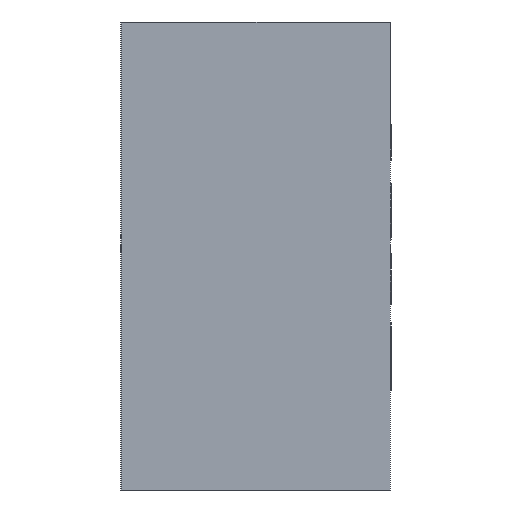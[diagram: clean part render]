
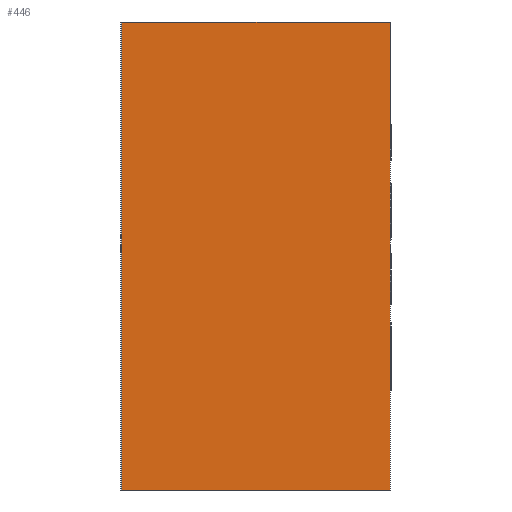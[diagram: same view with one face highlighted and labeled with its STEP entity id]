
A CAD part, left-side view. The second image highlights one B-rep face of the part: STEP entity #446.
In plain terms, the highlighted planar face has unit normal (-1, 0, 0).
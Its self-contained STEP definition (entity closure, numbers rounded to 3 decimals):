
#269=CARTESIAN_POINT('',(-2.8,-3.1,-2.6));
#270=VERTEX_POINT('',#269);
#271=CARTESIAN_POINT('',(-2.8,-3.1,2.8));
#272=VERTEX_POINT('',#271);
#273=CARTESIAN_POINT('',(-2.8,-3.1,-2.6));
#274=DIRECTION('',(0.,0.,1.));
#275=VECTOR('',#274,5.4);
#276=LINE('',#273,#275);
#277=EDGE_CURVE('',#270,#272,#276,.T.);
#416=CARTESIAN_POINT('',(-2.8,-3.1,0.1));
#417=DIRECTION('',(-1.,0.,0.));
#418=DIRECTION('',(0.,0.,1.));
#419=AXIS2_PLACEMENT_3D('',#416,#417,#418);
#420=PLANE('',#419);
#421=CARTESIAN_POINT('',(-2.8,0.,2.8));
#422=VERTEX_POINT('',#421);
#423=CARTESIAN_POINT('',(-2.8,-3.1,2.8));
#424=DIRECTION('',(0.,1.,0.));
#425=VECTOR('',#424,3.1);
#426=LINE('',#423,#425);
#427=EDGE_CURVE('',#272,#422,#426,.T.);
#428=ORIENTED_EDGE('',*,*,#427,.T.);
#429=CARTESIAN_POINT('',(-2.8,0.,-2.6));
#430=VERTEX_POINT('',#429);
#431=CARTESIAN_POINT('',(-2.8,0.,2.8));
#432=DIRECTION('',(0.,0.,-1.));
#433=VECTOR('',#432,5.4);
#434=LINE('',#431,#433);
#435=EDGE_CURVE('',#422,#430,#434,.T.);
#436=ORIENTED_EDGE('',*,*,#435,.T.);
#437=CARTESIAN_POINT('',(-2.8,-3.1,-2.6));
#438=DIRECTION('',(0.,1.,0.));
#439=VECTOR('',#438,3.1);
#440=LINE('',#437,#439);
#441=EDGE_CURVE('',#270,#430,#440,.T.);
#442=ORIENTED_EDGE('',*,*,#441,.F.);
#443=ORIENTED_EDGE('',*,*,#277,.T.);
#444=EDGE_LOOP('',(#428,#436,#442,#443));
#445=FACE_BOUND('',#444,.T.);
#446=ADVANCED_FACE('',(#445),#420,.T.);
